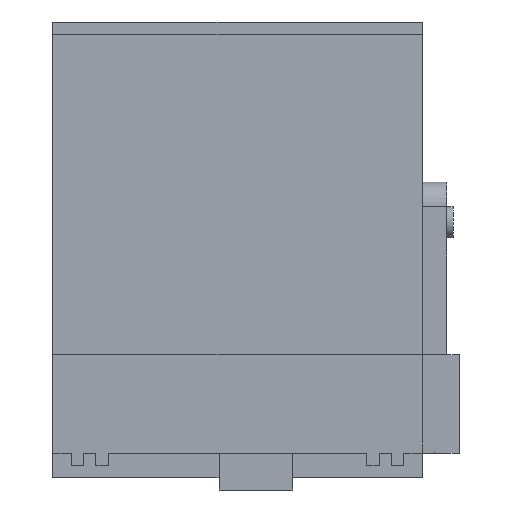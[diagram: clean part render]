
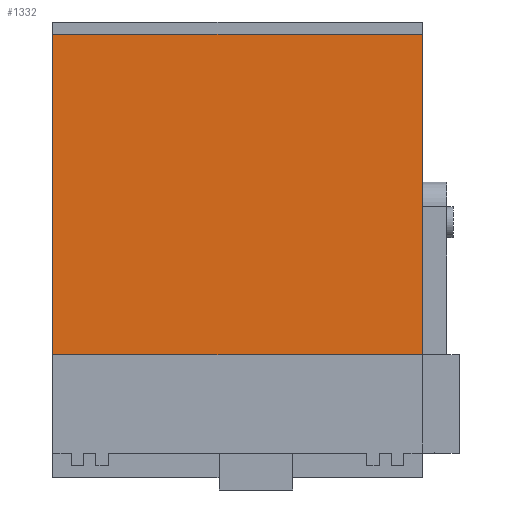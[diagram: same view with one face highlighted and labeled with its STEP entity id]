
A CAD part, front view. The second image highlights one B-rep face of the part: STEP entity #1332.
In plain terms, the highlighted planar face has unit normal (0, -1, 0).
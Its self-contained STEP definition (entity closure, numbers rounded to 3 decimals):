
#102 = FACE_OUTER_BOUND ( 'NONE', #2077, .T. ) ;
#188 = CARTESIAN_POINT ( 'NONE',  ( 30., -23., 16.5 ) ) ;
#258 = LINE ( 'NONE', #3521, #1158 ) ;
#315 = VERTEX_POINT ( 'NONE', #2301 ) ;
#321 = VERTEX_POINT ( 'NONE', #1829 ) ;
#399 = EDGE_CURVE ( 'NONE', #863, #315, #1333, .T. ) ;
#421 = VERTEX_POINT ( 'NONE', #3239 ) ;
#839 = PLANE ( 'NONE',  #2525 ) ;
#863 = VERTEX_POINT ( 'NONE', #2968 ) ;
#1158 = VECTOR ( 'NONE', #4164, 1000. ) ;
#1174 = DIRECTION ( 'NONE',  ( 0., 1., 0. ) ) ;
#1183 = CARTESIAN_POINT ( 'NONE',  ( 30., -23., 16.5 ) ) ;
#1332 = ADVANCED_FACE ( 'NONE', ( #102 ), #839, .F. ) ;
#1333 = LINE ( 'NONE', #1183, #4139 ) ;
#1567 = DIRECTION ( 'NONE',  ( 0., 0., -1. ) ) ;
#1714 = EDGE_CURVE ( 'NONE', #863, #321, #258, .T. ) ;
#1735 = DIRECTION ( 'NONE',  ( -1., 0., 0. ) ) ;
#1829 = CARTESIAN_POINT ( 'NONE',  ( 0., -23., 16.5 ) ) ;
#1841 = LINE ( 'NONE', #2395, #2983 ) ;
#2077 = EDGE_LOOP ( 'NONE', ( #4321, #2628, #2865, #3285 ) ) ;
#2301 = CARTESIAN_POINT ( 'NONE',  ( 30., -23., -9.5 ) ) ;
#2395 = CARTESIAN_POINT ( 'NONE',  ( 30., -23., -9.5 ) ) ;
#2525 = AXIS2_PLACEMENT_3D ( 'NONE', #188, #1174, #2818 ) ;
#2628 = ORIENTED_EDGE ( 'NONE', *, *, #3108, .F. ) ;
#2683 = LINE ( 'NONE', #3583, #3961 ) ;
#2818 = DIRECTION ( 'NONE',  ( 0., 0., 1. ) ) ;
#2865 = ORIENTED_EDGE ( 'NONE', *, *, #399, .F. ) ;
#2968 = CARTESIAN_POINT ( 'NONE',  ( 30., -23., 16.5 ) ) ;
#2983 = VECTOR ( 'NONE', #1735, 1000. ) ;
#3108 = EDGE_CURVE ( 'NONE', #315, #421, #1841, .T. ) ;
#3239 = CARTESIAN_POINT ( 'NONE',  ( 0., -23., -9.5 ) ) ;
#3285 = ORIENTED_EDGE ( 'NONE', *, *, #1714, .T. ) ;
#3330 = EDGE_CURVE ( 'NONE', #321, #421, #2683, .T. ) ;
#3521 = CARTESIAN_POINT ( 'NONE',  ( 30., -23., 16.5 ) ) ;
#3542 = DIRECTION ( 'NONE',  ( 0., 0., -1. ) ) ;
#3583 = CARTESIAN_POINT ( 'NONE',  ( 0., -23., 16.5 ) ) ;
#3961 = VECTOR ( 'NONE', #1567, 1000. ) ;
#4139 = VECTOR ( 'NONE', #3542, 1000. ) ;
#4164 = DIRECTION ( 'NONE',  ( -1., 0., 0. ) ) ;
#4321 = ORIENTED_EDGE ( 'NONE', *, *, #3330, .T. ) ;
